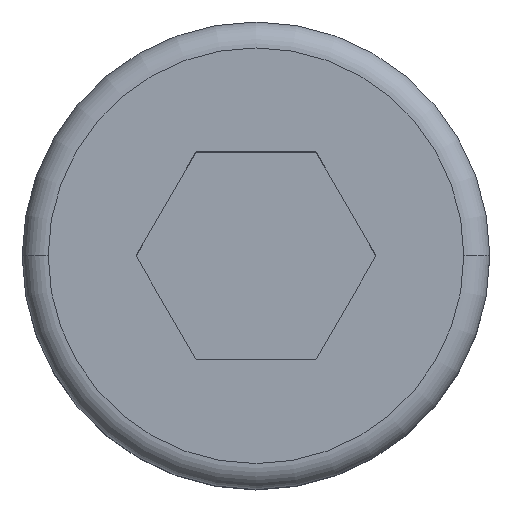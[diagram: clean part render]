
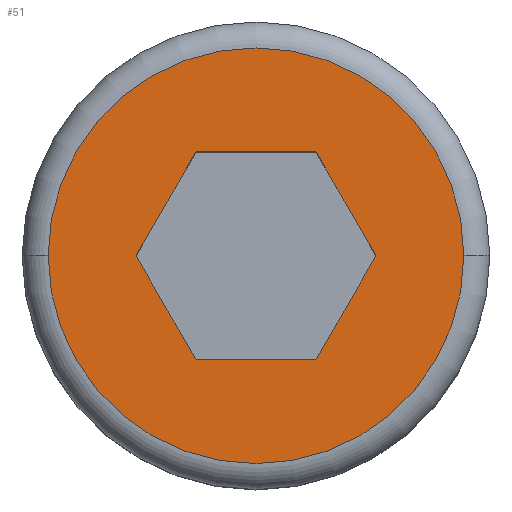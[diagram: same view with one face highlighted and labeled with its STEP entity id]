
A CAD part, top view. The second image highlights one B-rep face of the part: STEP entity #51.
In plain terms, the highlighted planar face has unit normal (0, 0, 1).
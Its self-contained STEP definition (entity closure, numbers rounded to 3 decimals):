
#2 = ORIENTED_EDGE ( 'NONE', *, *, #607, .F. ) ;
#23 = DIRECTION ( 'NONE',  ( 1., 0., 0. ) ) ;
#37 = CARTESIAN_POINT ( 'NONE',  ( -0.577, -1., 2.5 ) ) ;
#38 = VERTEX_POINT ( 'NONE', #111 ) ;
#39 = LINE ( 'NONE', #569, #602 ) ;
#40 = ORIENTED_EDGE ( 'NONE', *, *, #241, .F. ) ;
#51 = ADVANCED_FACE ( 'NONE', ( #311, #121 ), #598, .T. ) ;
#70 = VERTEX_POINT ( 'NONE', #407 ) ;
#76 = VECTOR ( 'NONE', #547, 1000. ) ;
#87 = ORIENTED_EDGE ( 'NONE', *, *, #494, .T. ) ;
#110 = CARTESIAN_POINT ( 'NONE',  ( -2., 0., 2.5 ) ) ;
#111 = CARTESIAN_POINT ( 'NONE',  ( -0.577, -1., 2.5 ) ) ;
#113 = DIRECTION ( 'NONE',  ( 0.5, -0.866, 0. ) ) ;
#116 = CARTESIAN_POINT ( 'NONE',  ( 1.155, 0., 2.5 ) ) ;
#121 = FACE_OUTER_BOUND ( 'NONE', #322, .T. ) ;
#125 = LINE ( 'NONE', #422, #606 ) ;
#127 = DIRECTION ( 'NONE',  ( -0.5, -0.866, 0. ) ) ;
#137 = EDGE_CURVE ( 'NONE', #38, #291, #375, .T. ) ;
#150 = AXIS2_PLACEMENT_3D ( 'NONE', #590, #304, #23 ) ;
#158 = VECTOR ( 'NONE', #232, 1000. ) ;
#169 = VECTOR ( 'NONE', #113, 1000. ) ;
#172 = EDGE_CURVE ( 'NONE', #291, #383, #39, .T. ) ;
#183 = CARTESIAN_POINT ( 'NONE',  ( -1.155, 0., 2.5 ) ) ;
#188 = VECTOR ( 'NONE', #127, 1000. ) ;
#189 = LINE ( 'NONE', #225, #188 ) ;
#190 = VERTEX_POINT ( 'NONE', #183 ) ;
#221 = CARTESIAN_POINT ( 'NONE',  ( 0., 0., 2.5 ) ) ;
#225 = CARTESIAN_POINT ( 'NONE',  ( -0.577, 1., 2.5 ) ) ;
#229 = ORIENTED_EDGE ( 'NONE', *, *, #542, .T. ) ;
#230 = DIRECTION ( 'NONE',  ( -1., 0., 0. ) ) ;
#232 = DIRECTION ( 'NONE',  ( 1., 0., 0. ) ) ;
#239 = CIRCLE ( 'NONE', #150, 2. ) ;
#241 = EDGE_CURVE ( 'NONE', #487, #190, #189, .T. ) ;
#252 = ORIENTED_EDGE ( 'NONE', *, *, #488, .F. ) ;
#262 = LINE ( 'NONE', #597, #169 ) ;
#291 = VERTEX_POINT ( 'NONE', #564 ) ;
#304 = DIRECTION ( 'NONE',  ( 0., 0., 1. ) ) ;
#307 = DIRECTION ( 'NONE',  ( 0., 0., 1. ) ) ;
#311 = FACE_BOUND ( 'NONE', #529, .T. ) ;
#322 = EDGE_LOOP ( 'NONE', ( #229, #87 ) ) ;
#344 = VERTEX_POINT ( 'NONE', #539 ) ;
#370 = ORIENTED_EDGE ( 'NONE', *, *, #484, .F. ) ;
#375 = LINE ( 'NONE', #37, #158 ) ;
#383 = VERTEX_POINT ( 'NONE', #580 ) ;
#398 = DIRECTION ( 'NONE',  ( 0., 0., 1. ) ) ;
#406 = CARTESIAN_POINT ( 'NONE',  ( -0.577, 1., 2.5 ) ) ;
#407 = CARTESIAN_POINT ( 'NONE',  ( 0.577, 1., 2.5 ) ) ;
#411 = DIRECTION ( 'NONE',  ( 0.5, 0.866, 0. ) ) ;
#422 = CARTESIAN_POINT ( 'NONE',  ( 0.577, 1., 2.5 ) ) ;
#447 = DIRECTION ( 'NONE',  ( 1., 0., 0. ) ) ;
#465 = AXIS2_PLACEMENT_3D ( 'NONE', #221, #398, #447 ) ;
#484 = EDGE_CURVE ( 'NONE', #383, #70, #501, .T. ) ;
#487 = VERTEX_POINT ( 'NONE', #406 ) ;
#488 = EDGE_CURVE ( 'NONE', #190, #38, #262, .T. ) ;
#494 = EDGE_CURVE ( 'NONE', #510, #344, #239, .T. ) ;
#501 = LINE ( 'NONE', #116, #76 ) ;
#505 = DIRECTION ( 'NONE',  ( 1., 0., 0. ) ) ;
#510 = VERTEX_POINT ( 'NONE', #110 ) ;
#525 = CIRCLE ( 'NONE', #561, 2. ) ;
#529 = EDGE_LOOP ( 'NONE', ( #370, #565, #581, #252, #40, #2 ) ) ;
#539 = CARTESIAN_POINT ( 'NONE',  ( 2., 0., 2.5 ) ) ;
#542 = EDGE_CURVE ( 'NONE', #344, #510, #525, .T. ) ;
#547 = DIRECTION ( 'NONE',  ( -0.5, 0.866, 0. ) ) ;
#552 = CARTESIAN_POINT ( 'NONE',  ( 0., 0., 2.5 ) ) ;
#561 = AXIS2_PLACEMENT_3D ( 'NONE', #552, #307, #505 ) ;
#564 = CARTESIAN_POINT ( 'NONE',  ( 0.577, -1., 2.5 ) ) ;
#565 = ORIENTED_EDGE ( 'NONE', *, *, #172, .F. ) ;
#569 = CARTESIAN_POINT ( 'NONE',  ( 0.577, -1., 2.5 ) ) ;
#580 = CARTESIAN_POINT ( 'NONE',  ( 1.155, 0., 2.5 ) ) ;
#581 = ORIENTED_EDGE ( 'NONE', *, *, #137, .F. ) ;
#590 = CARTESIAN_POINT ( 'NONE',  ( 0., 0., 2.5 ) ) ;
#597 = CARTESIAN_POINT ( 'NONE',  ( -1.155, 0., 2.5 ) ) ;
#598 = PLANE ( 'NONE',  #465 ) ;
#602 = VECTOR ( 'NONE', #411, 1000. ) ;
#606 = VECTOR ( 'NONE', #230, 1000. ) ;
#607 = EDGE_CURVE ( 'NONE', #70, #487, #125, .T. ) ;
